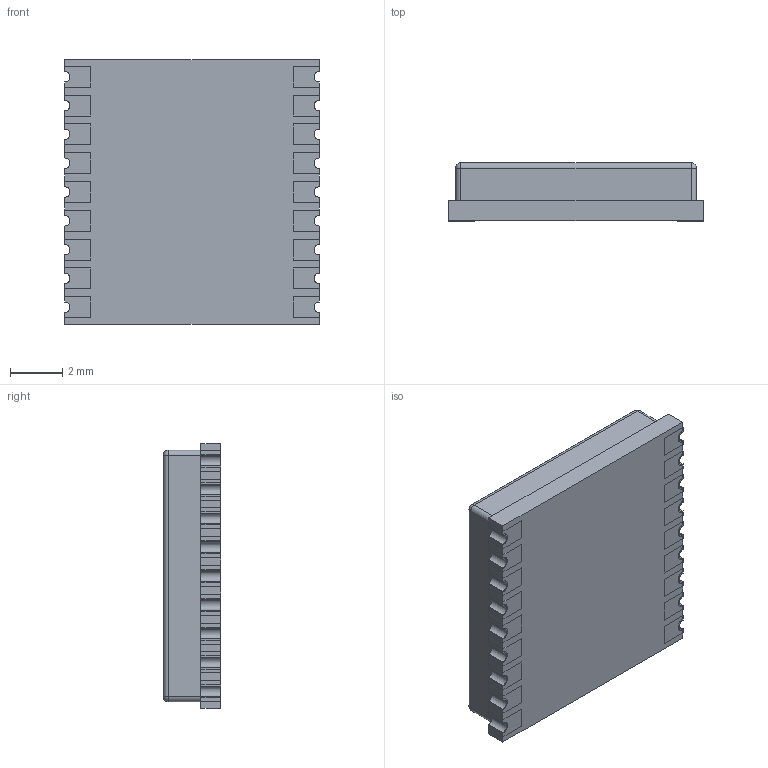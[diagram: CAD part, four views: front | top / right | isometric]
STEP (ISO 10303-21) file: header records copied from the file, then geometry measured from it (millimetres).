
FILE_DESCRIPTION (( 'STEP AP214' ), '1' );
FILE_NAME ('ublox_MAX_M8C.STEP', '2022-08-29T20:05:17', ( '' ), ( '' ), 'SwSTEP 2.0', 'SolidWorks 2022', '' );
FILE_SCHEMA (( 'AUTOMOTIVE_DESIGN' ));
Length unit declared in the file: millimetre
Products named in the file (1): ublox_MAX_M8C
Bounding box: 9.72 x 2.21 x 10.1 mm (x, y, z)
Volume: 109.9 mm3; surface area: 578.3 mm2
Topology: 20 solids, 20 shells, 209 faces, 496 edges, 324 vertices
Faces by surface type: plane 161, cylinder 44, sphere 4
Entity records: 8442 total; most frequent: CARTESIAN_POINT 1026, DIRECTION 1000, ORIENTED_EDGE 984, EDGE_CURVE 492, VECTOR 404, LINE 404, VERTEX_POINT 324, AXIS2_PLACEMENT_3D 298
